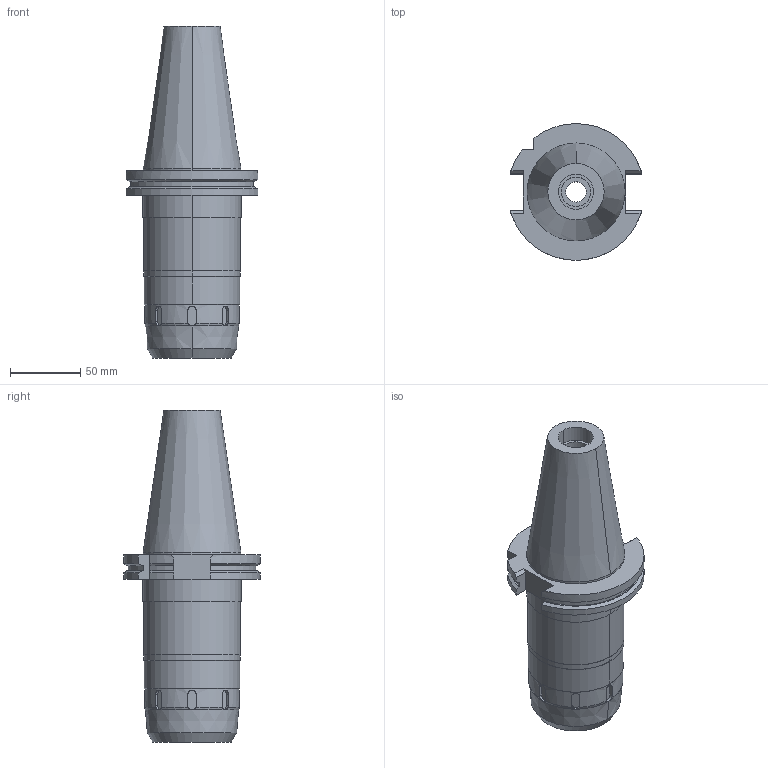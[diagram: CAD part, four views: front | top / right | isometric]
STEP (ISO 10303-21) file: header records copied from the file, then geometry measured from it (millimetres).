
FILE_DESCRIPTION((''),'2;1');
FILE_NAME('BDV50-HMC32S-135','2018-03-20T',('ykawabe'),(''),'CREO PARAMETRIC BY PTC INC, 2016380','CREO PARAMETRIC BY PTC INC, 2016380','');
FILE_SCHEMA(('AUTOMOTIVE_DESIGN { 1 0 10303 214 1 1 1 1 }'));
Length unit declared in the file: millimetre
Products named in the file (1): BDV50-HMC32S-135
Bounding box: 94.05 x 97.5 x 236.75 mm (x, y, z)
Volume: 658174 mm3; surface area: 79127.9 mm2
Topology: 1 solids, 1 shells, 119 faces, 350 edges, 241 vertices
Faces by surface type: plane 52, cylinder 49, cone 18
Entity records: 5438 total; most frequent: CARTESIAN_POINT 1022, ORIENTED_EDGE 700, DIRECTION 671, PRESENTATION_STYLE_ASSIGNMENT 355, STYLED_ITEM 355, CURVE_STYLE 354, EDGE_CURVE 350, AXIS2_PLACEMENT_3D 256
